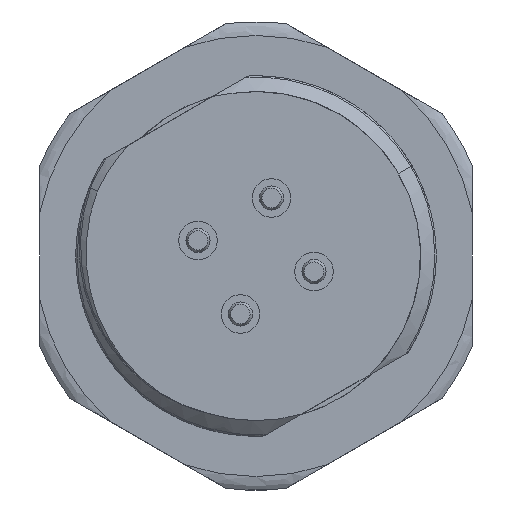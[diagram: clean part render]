
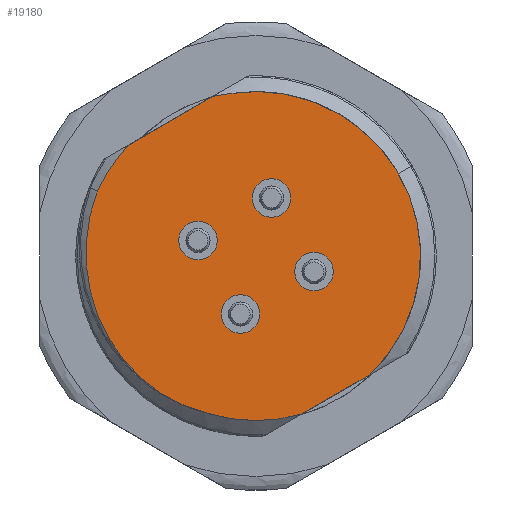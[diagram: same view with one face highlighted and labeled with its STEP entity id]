
A CAD part, front view. The second image highlights one B-rep face of the part: STEP entity #19180.
In plain terms, the highlighted planar face has unit normal (0, -1, 0).
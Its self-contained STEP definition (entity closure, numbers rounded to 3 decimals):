
#7104=CARTESIAN_POINT('',(0.,-8.,0.));
#7105=DIRECTION('',(0.,-1.,0.));
#7106=DIRECTION('',(0.693,0.,-0.721));
#7107=AXIS2_PLACEMENT_3D('',#7104,#7105,#7106);
#7109=CARTESIAN_POINT('',(-1.042,-8.,6.77));
#7144=DIRECTION('',(0.866,0.,0.5));
#7145=VECTOR('',#7144,4.069);
#7146=CARTESIAN_POINT('',(-5.322,-8.,4.606));
#7147=LINE('',#7146,#7145);
#7148=DIRECTION('',(-0.866,0.,-0.5));
#7149=VECTOR('',#7148,3.286);
#7150=CARTESIAN_POINT('',(4.748,-8.,-4.937));
#7151=LINE('',#7150,#7149);
#7152=CARTESIAN_POINT('',(2.415,-8.,-0.647));
#7153=DIRECTION('',(0.,-1.,0.));
#7154=DIRECTION('',(0.5,0.,-0.866));
#7155=AXIS2_PLACEMENT_3D('',#7152,#7153,#7154);
#7157=CARTESIAN_POINT('',(2.415,-8.,-0.647));
#7158=DIRECTION('',(0.,-1.,0.));
#7159=DIRECTION('',(-0.5,0.,0.866));
#7160=AXIS2_PLACEMENT_3D('',#7157,#7158,#7159);
#7162=CARTESIAN_POINT('',(-0.647,-8.,-2.415));
#7163=DIRECTION('',(0.,-1.,0.));
#7164=DIRECTION('',(0.5,0.,-0.866));
#7165=AXIS2_PLACEMENT_3D('',#7162,#7163,#7164);
#7167=CARTESIAN_POINT('',(-0.647,-8.,-2.415));
#7168=DIRECTION('',(0.,-1.,0.));
#7169=DIRECTION('',(-0.5,0.,0.866));
#7170=AXIS2_PLACEMENT_3D('',#7167,#7168,#7169);
#7172=CARTESIAN_POINT('',(-2.415,-8.,0.647));
#7173=DIRECTION('',(0.,-1.,0.));
#7174=DIRECTION('',(0.5,0.,-0.866));
#7175=AXIS2_PLACEMENT_3D('',#7172,#7173,#7174);
#7177=CARTESIAN_POINT('',(-2.415,-8.,0.647));
#7178=DIRECTION('',(0.,-1.,0.));
#7179=DIRECTION('',(-0.5,0.,0.866));
#7180=AXIS2_PLACEMENT_3D('',#7177,#7178,#7179);
#7182=CARTESIAN_POINT('',(0.647,-8.,2.415));
#7183=DIRECTION('',(0.,-1.,0.));
#7184=DIRECTION('',(0.5,0.,-0.866));
#7185=AXIS2_PLACEMENT_3D('',#7182,#7183,#7184);
#7187=CARTESIAN_POINT('',(0.647,-8.,2.415));
#7188=DIRECTION('',(0.,-1.,0.));
#7189=DIRECTION('',(-0.5,0.,0.866));
#7190=AXIS2_PLACEMENT_3D('',#7187,#7188,#7189);
#7203=CARTESIAN_POINT('',(-1.798,-8.,6.641));
#7204=CARTESIAN_POINT('',(-1.715,-8.,6.66));
#7205=CARTESIAN_POINT('',(-1.548,-8.,6.695));
#7206=CARTESIAN_POINT('',(-1.296,-8.,6.738));
#7207=CARTESIAN_POINT('',(-1.127,-8.,6.761));
#7208=CARTESIAN_POINT('',(-1.042,-8.,6.77));
#7343=CARTESIAN_POINT('',(0.,-8.,0.));
#7344=DIRECTION('',(0.,-1.,0.));
#7345=DIRECTION('',(-0.285,0.,-0.958));
#7346=AXIS2_PLACEMENT_3D('',#7343,#7344,#7345);
#7468=CARTESIAN_POINT('',(-6.59,-8.,2.708));
#7469=CARTESIAN_POINT('',(-6.51,-8.,2.883));
#7470=CARTESIAN_POINT('',(-6.338,-8.,3.225));
#7471=CARTESIAN_POINT('',(-6.038,-8.,3.715));
#7472=CARTESIAN_POINT('',(-5.7,-8.,4.178));
#7473=CARTESIAN_POINT('',(-5.452,-8.,4.467));
#7474=CARTESIAN_POINT('',(-5.322,-8.,4.606));
#7476=CARTESIAN_POINT('',(-4.802,-8.,-5.065));
#7477=CARTESIAN_POINT('',(-4.961,-8.,-4.919));
#7478=CARTESIAN_POINT('',(-5.266,-8.,-4.613));
#7479=CARTESIAN_POINT('',(-5.679,-8.,-4.113));
#7480=CARTESIAN_POINT('',(-6.045,-8.,-3.576));
#7481=CARTESIAN_POINT('',(-6.359,-8.,-3.006));
#7482=CARTESIAN_POINT('',(-6.621,-8.,-2.41));
#7483=CARTESIAN_POINT('',(-6.826,-8.,-1.791));
#7484=CARTESIAN_POINT('',(-6.973,-8.,-1.155));
#7485=CARTESIAN_POINT('',(-7.061,-8.,-0.507));
#7486=CARTESIAN_POINT('',(-7.089,-8.,0.147));
#7487=CARTESIAN_POINT('',(-7.056,-8.,0.801));
#7488=CARTESIAN_POINT('',(-6.963,-8.,1.45));
#7489=CARTESIAN_POINT('',(-6.811,-8.,2.089));
#7490=CARTESIAN_POINT('',(-6.67,-8.,2.504));
#7491=CARTESIAN_POINT('',(-6.59,-8.,2.708));
#7497=CARTESIAN_POINT('',(-1.954,-8.,-6.565));
#7498=CARTESIAN_POINT('',(-2.132,-8.,-6.523));
#7499=CARTESIAN_POINT('',(-2.484,-8.,-6.423));
#7500=CARTESIAN_POINT('',(-3.,-8.,-6.228));
#7501=CARTESIAN_POINT('',(-3.496,-8.,-5.991));
#7502=CARTESIAN_POINT('',(-3.969,-8.,-5.715));
#7503=CARTESIAN_POINT('',(-4.412,-8.,-5.402));
#7504=CARTESIAN_POINT('',(-4.676,-8.,-5.18));
#7505=CARTESIAN_POINT('',(-4.802,-8.,-5.065));
#8661=CARTESIAN_POINT('',(-5.322,-8.,4.606));
#8662=CARTESIAN_POINT('',(-1.798,-8.,6.641));
#8663=VERTEX_POINT('',#8661);
#8664=VERTEX_POINT('',#8662);
#8665=CARTESIAN_POINT('',(4.748,-8.,-4.937));
#8666=CARTESIAN_POINT('',(1.902,-8.,-6.581));
#8667=VERTEX_POINT('',#8665);
#8668=VERTEX_POINT('',#8666);
#8762=VERTEX_POINT('',#7109);
#8772=VERTEX_POINT('',#7468);
#8804=VERTEX_POINT('',#7476);
#8805=VERTEX_POINT('',#7497);
#9675=CARTESIAN_POINT('',(2.815,-8.,-1.34));
#9676=CARTESIAN_POINT('',(2.015,-8.,0.046));
#9677=VERTEX_POINT('',#9675);
#9678=VERTEX_POINT('',#9676);
#9771=CARTESIAN_POINT('',(-0.247,-8.,-3.108));
#9772=CARTESIAN_POINT('',(-1.047,-8.,-1.722));
#9773=VERTEX_POINT('',#9771);
#9774=VERTEX_POINT('',#9772);
#9867=CARTESIAN_POINT('',(-2.015,-8.,-0.046));
#9868=CARTESIAN_POINT('',(-2.815,-8.,1.34));
#9869=VERTEX_POINT('',#9867);
#9870=VERTEX_POINT('',#9868);
#9963=CARTESIAN_POINT('',(1.047,-8.,1.722));
#9964=CARTESIAN_POINT('',(0.247,-8.,3.108));
#9965=VERTEX_POINT('',#9963);
#9966=VERTEX_POINT('',#9964);
#19136=CARTESIAN_POINT('',(0.,-8.,0.));
#19137=DIRECTION('',(0.,-1.,0.));
#19138=DIRECTION('',(0.866,0.,0.5));
#19139=AXIS2_PLACEMENT_3D('',#19136,#19137,#19138);
#19140=PLANE('',#19139);
#19141=ORIENTED_EDGE('',*,*,#17576,.T.);
#19143=ORIENTED_EDGE('',*,*,#19142,.T.);
#19144=ORIENTED_EDGE('',*,*,#19128,.F.);
#19145=ORIENTED_EDGE('',*,*,#17997,.T.);
#19147=ORIENTED_EDGE('',*,*,#19146,.F.);
#19149=ORIENTED_EDGE('',*,*,#19148,.T.);
#19151=ORIENTED_EDGE('',*,*,#19150,.T.);
#19153=ORIENTED_EDGE('',*,*,#19152,.T.);
#19154=EDGE_LOOP('',(#19141,#19143,#19144,#19145,#19147,#19149,#19151,#19153));
#19155=FACE_OUTER_BOUND('',#19154,.F.);
#19157=ORIENTED_EDGE('',*,*,#19156,.T.);
#19159=ORIENTED_EDGE('',*,*,#19158,.T.);
#19160=EDGE_LOOP('',(#19157,#19159));
#19161=FACE_BOUND('',#19160,.F.);
#19163=ORIENTED_EDGE('',*,*,#19162,.T.);
#19165=ORIENTED_EDGE('',*,*,#19164,.T.);
#19166=EDGE_LOOP('',(#19163,#19165));
#19167=FACE_BOUND('',#19166,.F.);
#19169=ORIENTED_EDGE('',*,*,#19168,.T.);
#19171=ORIENTED_EDGE('',*,*,#19170,.T.);
#19172=EDGE_LOOP('',(#19169,#19171));
#19173=FACE_BOUND('',#19172,.F.);
#19175=ORIENTED_EDGE('',*,*,#19174,.T.);
#19177=ORIENTED_EDGE('',*,*,#19176,.T.);
#19178=EDGE_LOOP('',(#19175,#19177));
#19179=FACE_BOUND('',#19178,.F.);
#7108=CIRCLE('',#7107,6.85);
#7156=CIRCLE('',#7155,0.8);
#7161=CIRCLE('',#7160,0.8);
#7166=CIRCLE('',#7165,0.8);
#7171=CIRCLE('',#7170,0.8);
#7176=CIRCLE('',#7175,0.8);
#7181=CIRCLE('',#7180,0.8);
#7186=CIRCLE('',#7185,0.8);
#7191=CIRCLE('',#7190,0.8);
#7209=B_SPLINE_CURVE_WITH_KNOTS('',3,(#7203,#7204,#7205,#7206,#7207,#7208),
.UNSPECIFIED.,.F.,.F.,(4,1,1,4),(0.,0.333,0.667,1.),
.UNSPECIFIED.);
#7347=CIRCLE('',#7346,6.85);
#7475=B_SPLINE_CURVE_WITH_KNOTS('',3,(#7468,#7469,#7470,#7471,#7472,#7473,
#7474),.UNSPECIFIED.,.F.,.F.,(4,1,1,1,4),(0.,0.25,0.5,0.75,1.),
.UNSPECIFIED.);
#7492=B_SPLINE_CURVE_WITH_KNOTS('',3,(#7476,#7477,#7478,#7479,#7480,#7481,#7482,
#7483,#7484,#7485,#7486,#7487,#7488,#7489,#7490,#7491),.UNSPECIFIED.,.F.,.F.,(4,
1,1,1,1,1,1,1,1,1,1,1,1,4),(0.,0.077,0.154,
0.231,0.308,0.385,0.462,
0.538,0.615,0.692,0.769,
0.846,0.923,1.),.UNSPECIFIED.);
#7506=B_SPLINE_CURVE_WITH_KNOTS('',3,(#7497,#7498,#7499,#7500,#7501,#7502,#7503,
#7504,#7505),.UNSPECIFIED.,.F.,.F.,(4,1,1,1,1,1,4),(0.,0.167,
0.333,0.5,0.667,0.833,1.),
.UNSPECIFIED.);
#17576=EDGE_CURVE('',#8663,#8664,#7147,.T.);
#17997=EDGE_CURVE('',#8667,#8668,#7151,.T.);
#19128=EDGE_CURVE('',#8667,#8762,#7108,.T.);
#19142=EDGE_CURVE('',#8664,#8762,#7209,.T.);
#19146=EDGE_CURVE('',#8805,#8668,#7347,.T.);
#19148=EDGE_CURVE('',#8805,#8804,#7506,.T.);
#19150=EDGE_CURVE('',#8804,#8772,#7492,.T.);
#19152=EDGE_CURVE('',#8772,#8663,#7475,.T.);
#19156=EDGE_CURVE('',#9677,#9678,#7156,.T.);
#19158=EDGE_CURVE('',#9678,#9677,#7161,.T.);
#19162=EDGE_CURVE('',#9773,#9774,#7166,.T.);
#19164=EDGE_CURVE('',#9774,#9773,#7171,.T.);
#19168=EDGE_CURVE('',#9869,#9870,#7176,.T.);
#19170=EDGE_CURVE('',#9870,#9869,#7181,.T.);
#19174=EDGE_CURVE('',#9965,#9966,#7186,.T.);
#19176=EDGE_CURVE('',#9966,#9965,#7191,.T.);
#19180=ADVANCED_FACE('',(#19155,#19161,#19167,#19173,#19179),#19140,.T.);
